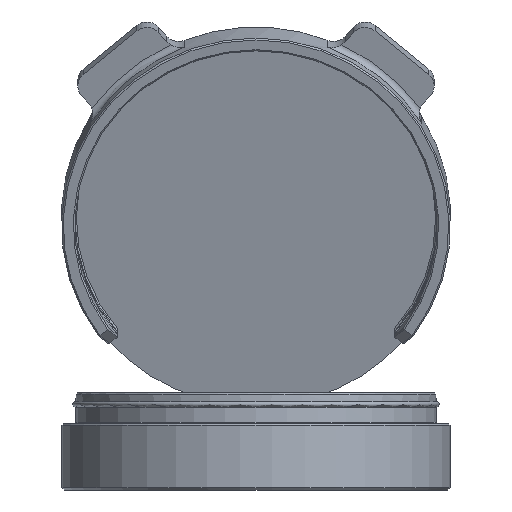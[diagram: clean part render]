
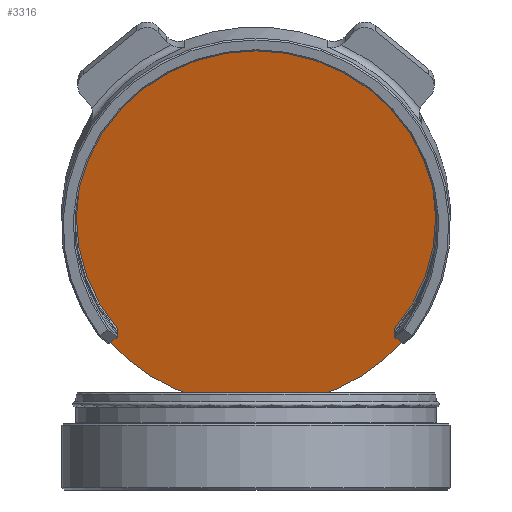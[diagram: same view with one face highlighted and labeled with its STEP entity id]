
A CAD part, front view. The second image highlights one B-rep face of the part: STEP entity #3316.
In plain terms, the highlighted face is planar.
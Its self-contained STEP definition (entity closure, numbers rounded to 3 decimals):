
#316=LINE('',#5252,#597);
#317=LINE('',#5254,#598);
#318=LINE('',#5256,#599);
#319=LINE('',#5257,#600);
#320=LINE('',#5261,#601);
#321=LINE('',#5265,#602);
#322=LINE('',#5269,#603);
#323=LINE('',#5272,#604);
#324=LINE('',#5273,#605);
#597=VECTOR('',#4213,10.);
#598=VECTOR('',#4214,10.);
#599=VECTOR('',#4215,10.);
#600=VECTOR('',#4216,10.);
#601=VECTOR('',#4219,10.);
#602=VECTOR('',#4222,10.);
#603=VECTOR('',#4225,10.);
#604=VECTOR('',#4228,10.);
#605=VECTOR('',#4229,10.);
#846=FACE_OUTER_BOUND('',#1057,.T.);
#1057=EDGE_LOOP('',(#2468,#2469,#2470,#2471,#2472,#2473,#2474,#2475,#2476,
#2477,#2478,#2479,#2480,#2481,#2482,#2483));
#1263=CIRCLE('',#3619,25.);
#1265=CIRCLE('',#3621,25.);
#1266=CIRCLE('',#3623,23.1);
#1268=CIRCLE('',#3626,0.8);
#1269=CIRCLE('',#3627,1.6);
#1270=CIRCLE('',#3628,1.6);
#1271=CIRCLE('',#3629,0.8);
#1456=VERTEX_POINT('',#5214);
#1457=VERTEX_POINT('',#5216);
#1462=VERTEX_POINT('',#5232);
#1463=VERTEX_POINT('',#5234);
#1465=VERTEX_POINT('',#5239);
#1466=VERTEX_POINT('',#5243);
#1468=VERTEX_POINT('',#5251);
#1469=VERTEX_POINT('',#5253);
#1470=VERTEX_POINT('',#5255);
#1471=VERTEX_POINT('',#5258);
#1472=VERTEX_POINT('',#5260);
#1473=VERTEX_POINT('',#5262);
#1474=VERTEX_POINT('',#5264);
#1475=VERTEX_POINT('',#5266);
#1476=VERTEX_POINT('',#5268);
#1477=VERTEX_POINT('',#5271);
#1813=EDGE_CURVE('',#1456,#1457,#1263,.T.);
#1819=EDGE_CURVE('',#1462,#1463,#1265,.T.);
#1822=EDGE_CURVE('',#1465,#1466,#1266,.T.);
#1825=EDGE_CURVE('',#1466,#1468,#316,.T.);
#1826=EDGE_CURVE('',#1469,#1465,#317,.T.);
#1827=EDGE_CURVE('',#1469,#1470,#318,.T.);
#1828=EDGE_CURVE('',#1457,#1470,#319,.F.);
#1829=EDGE_CURVE('',#1471,#1456,#1268,.T.);
#1830=EDGE_CURVE('',#1472,#1471,#320,.T.);
#1831=EDGE_CURVE('',#1473,#1472,#1269,.T.);
#1832=EDGE_CURVE('',#1474,#1473,#321,.T.);
#1833=EDGE_CURVE('',#1475,#1474,#1270,.T.);
#1834=EDGE_CURVE('',#1476,#1475,#322,.T.);
#1835=EDGE_CURVE('',#1463,#1476,#1271,.T.);
#1836=EDGE_CURVE('',#1477,#1462,#323,.F.);
#1837=EDGE_CURVE('',#1477,#1468,#324,.T.);
#2468=ORIENTED_EDGE('',*,*,#1825,.F.);
#2469=ORIENTED_EDGE('',*,*,#1822,.F.);
#2470=ORIENTED_EDGE('',*,*,#1826,.F.);
#2471=ORIENTED_EDGE('',*,*,#1827,.T.);
#2472=ORIENTED_EDGE('',*,*,#1828,.F.);
#2473=ORIENTED_EDGE('',*,*,#1813,.F.);
#2474=ORIENTED_EDGE('',*,*,#1829,.F.);
#2475=ORIENTED_EDGE('',*,*,#1830,.F.);
#2476=ORIENTED_EDGE('',*,*,#1831,.F.);
#2477=ORIENTED_EDGE('',*,*,#1832,.F.);
#2478=ORIENTED_EDGE('',*,*,#1833,.F.);
#2479=ORIENTED_EDGE('',*,*,#1834,.F.);
#2480=ORIENTED_EDGE('',*,*,#1835,.F.);
#2481=ORIENTED_EDGE('',*,*,#1819,.F.);
#2482=ORIENTED_EDGE('',*,*,#1836,.F.);
#2483=ORIENTED_EDGE('',*,*,#1837,.T.);
#3187=PLANE('',#3625);
#3316=ADVANCED_FACE('',(#846),#3187,.F.);
#3619=AXIS2_PLACEMENT_3D('',#5217,#4196,#4197);
#3621=AXIS2_PLACEMENT_3D('',#5235,#4202,#4203);
#3623=AXIS2_PLACEMENT_3D('',#5244,#4207,#4208);
#3625=AXIS2_PLACEMENT_3D('',#5250,#4211,#4212);
#3626=AXIS2_PLACEMENT_3D('',#5259,#4217,#4218);
#3627=AXIS2_PLACEMENT_3D('',#5263,#4220,#4221);
#3628=AXIS2_PLACEMENT_3D('',#5267,#4223,#4224);
#3629=AXIS2_PLACEMENT_3D('',#5270,#4226,#4227);
#4196=DIRECTION('center_axis',(0.,0.,1.));
#4197=DIRECTION('ref_axis',(-1.,0.,0.));
#4202=DIRECTION('center_axis',(0.,0.,1.));
#4203=DIRECTION('ref_axis',(-1.,0.,0.));
#4207=DIRECTION('center_axis',(0.,0.,1.));
#4208=DIRECTION('ref_axis',(0.759,-0.651,0.));
#4211=DIRECTION('center_axis',(0.,0.,1.));
#4212=DIRECTION('ref_axis',(-1.,0.,0.));
#4213=DIRECTION('',(0.079,0.997,0.));
#4214=DIRECTION('',(0.079,-0.997,0.));
#4215=DIRECTION('',(-0.759,0.651,0.));
#4216=DIRECTION('',(-0.997,-0.079,0.));
#4217=DIRECTION('center_axis',(0.,0.,-1.));
#4218=DIRECTION('ref_axis',(0.801,-0.599,0.));
#4219=DIRECTION('',(0.,-1.,0.));
#4220=DIRECTION('center_axis',(0.,0.,-1.));
#4221=DIRECTION('ref_axis',(-0.707,-0.707,0.));
#4222=DIRECTION('',(-1.,0.,0.));
#4223=DIRECTION('center_axis',(0.,0.,-1.));
#4224=DIRECTION('ref_axis',(0.707,-0.707,0.));
#4225=DIRECTION('',(0.,1.,0.));
#4226=DIRECTION('center_axis',(0.,0.,-1.));
#4227=DIRECTION('ref_axis',(-0.801,-0.599,0.));
#4228=DIRECTION('',(-0.997,0.079,0.));
#4229=DIRECTION('',(-0.759,-0.651,0.));
#5214=CARTESIAN_POINT('',(-7.074,23.978,0.));
#5216=CARTESIAN_POINT('',(-19.111,16.117,0.));
#5217=CARTESIAN_POINT('Origin',(0.,0.,0.));
#5232=CARTESIAN_POINT('',(19.111,16.117,0.));
#5234=CARTESIAN_POINT('',(7.074,23.978,0.));
#5235=CARTESIAN_POINT('Origin',(0.,0.,0.));
#5239=CARTESIAN_POINT('',(-17.798,14.726,0.));
#5243=CARTESIAN_POINT('',(17.798,14.726,0.));
#5244=CARTESIAN_POINT('Origin',(0.,0.,
0.));
#5250=CARTESIAN_POINT('Origin',(0.,3.997,0.));
#5251=CARTESIAN_POINT('',(17.843,15.293,0.));
#5252=CARTESIAN_POINT('',(17.338,8.909,0.));
#5253=CARTESIAN_POINT('',(-17.843,15.293,0.));
#5254=CARTESIAN_POINT('',(-17.338,8.909,0.));
#5255=CARTESIAN_POINT('',(-18.83,16.139,0.));
#5256=CARTESIAN_POINT('',(-17.615,15.098,0.));
#5257=CARTESIAN_POINT('',(-10.02,16.835,0.));
#5258=CARTESIAN_POINT('',(-6.5,24.746,0.));
#5259=CARTESIAN_POINT('Origin',(-7.3,24.746,0.));
#5260=CARTESIAN_POINT('',(-6.5,25.209,0.));
#5261=CARTESIAN_POINT('',(-6.5,32.995,0.));
#5262=CARTESIAN_POINT('',(-5.7,24.995,0.));
#5263=CARTESIAN_POINT('Origin',(-5.7,26.595,0.));
#5264=CARTESIAN_POINT('',(5.7,24.995,0.));
#5265=CARTESIAN_POINT('',(3.25,24.995,0.));
#5266=CARTESIAN_POINT('',(6.5,25.209,0.));
#5267=CARTESIAN_POINT('Origin',(5.7,26.595,0.));
#5268=CARTESIAN_POINT('',(6.5,24.746,0.));
#5269=CARTESIAN_POINT('',(6.5,24.14,0.));
#5270=CARTESIAN_POINT('Origin',(7.3,24.746,0.));
#5271=CARTESIAN_POINT('',(18.83,16.139,0.));
#5272=CARTESIAN_POINT('',(10.02,16.835,0.));
#5273=CARTESIAN_POINT('',(18.982,16.27,0.));
